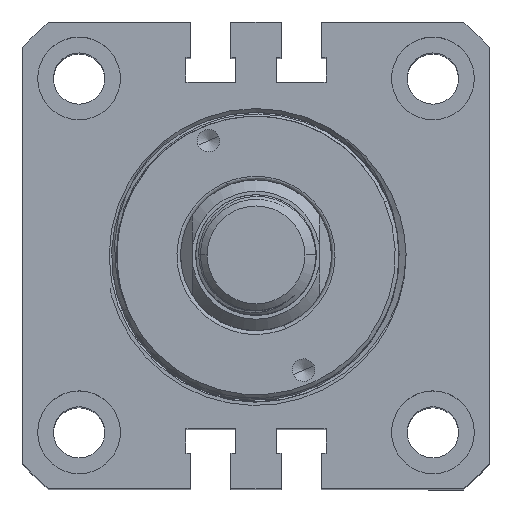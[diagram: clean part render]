
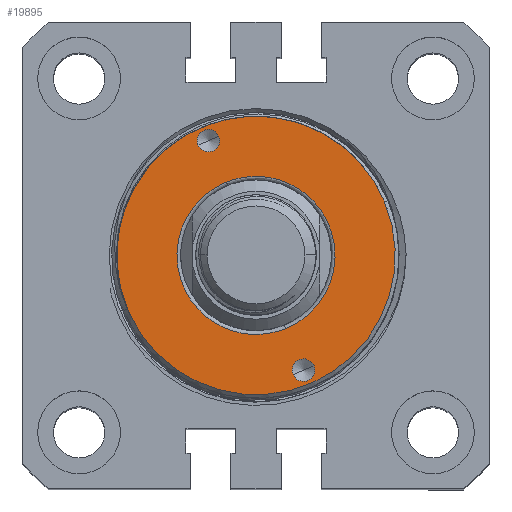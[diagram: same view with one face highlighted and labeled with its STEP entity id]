
A CAD part, top view. The second image highlights one B-rep face of the part: STEP entity #19895.
In plain terms, the highlighted face is planar.
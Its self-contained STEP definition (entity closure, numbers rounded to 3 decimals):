
#134 = CARTESIAN_POINT ( 'NONE',  ( -0.102, 10.5, -25. ) ) ;
#305 = CARTESIAN_POINT ( 'NONE',  ( 0., 10.5, -25. ) ) ;
#308 = CARTESIAN_POINT ( 'NONE',  ( 0.102, -10.5, -25. ) ) ;
#489 = CARTESIAN_POINT ( 'NONE',  ( 0., -16.5, -25. ) ) ;
#905 = FACE_BOUND ( 'NONE', #20865, .T. ) ;
#910 = AXIS2_PLACEMENT_3D ( 'NONE', #32955, #16644, #27384 ) ;
#1382 = VERTEX_POINT ( 'NONE', #5093 ) ;
#1532 = VERTEX_POINT ( 'NONE', #11039 ) ;
#2032 = CARTESIAN_POINT ( 'NONE',  ( 18.499, 0.184, -25. ) ) ;
#2387 = CARTESIAN_POINT ( 'NONE',  ( -20.898, 10.297, -25. ) ) ;
#2452 = EDGE_LOOP ( 'NONE', ( #26510, #10102, #15973, #14401 ) ) ;
#3131 = B_SPLINE_CURVE_WITH_KNOTS ( 'NONE', 3,
 ( #10713, #32389, #26930, #11074 ),
 .UNSPECIFIED., .F., .F.,
 ( 4, 4 ),
 ( 0., 1. ),
 .UNSPECIFIED. ) ;
#3211 = DIRECTION ( 'NONE',  ( 0., 0., 1. ) ) ;
#3212 = CARTESIAN_POINT ( 'NONE',  ( 18.482, -0.417, -25. ) ) ;
#3451 = CARTESIAN_POINT ( 'NONE',  ( 18.497, -0.017, -25. ) ) ;
#3833 = EDGE_CURVE ( 'NONE', #17836, #25518, #13009, .T. ) ;
#4411 = CARTESIAN_POINT ( 'NONE',  ( 0., -10.5, -25. ) ) ;
#4515 = EDGE_CURVE ( 'NONE', #10763, #13709, #32147, .T. ) ;
#4530 = EDGE_CURVE ( 'NONE', #1532, #9028, #3131, .T. ) ;
#4550 = CARTESIAN_POINT ( 'NONE',  ( 18.472, -1.018, -24.999 ) ) ;
#4842 = CARTESIAN_POINT ( 'NONE',  ( 0., -16.5, -25. ) ) ;
#5093 = CARTESIAN_POINT ( 'NONE',  ( 0.102, -10.5, -25. ) ) ;
#5253 = CARTESIAN_POINT ( 'NONE',  ( 0., -10.5, -25. ) ) ;
#6348 = VERTEX_POINT ( 'NONE', #17012 ) ;
#6410 = DIRECTION ( 'NONE',  ( 0., 0., 1. ) ) ;
#6501 = CARTESIAN_POINT ( 'NONE',  ( 0., 0., -25. ) ) ;
#7503 = VERTEX_POINT ( 'NONE', #2032 ) ;
#7719 = ORIENTED_EDGE ( 'NONE', *, *, #24402, .T. ) ;
#8042 = EDGE_LOOP ( 'NONE', ( #22876, #12819, #7719, #20001 ) ) ;
#8366 = CARTESIAN_POINT ( 'NONE',  ( -0.068, 10.5, -25. ) ) ;
#8676 = DIRECTION ( 'NONE',  ( 1., 0., 0. ) ) ;
#8682 = EDGE_CURVE ( 'NONE', #34640, #1382, #22487, .T. ) ;
#8852 = CARTESIAN_POINT ( 'NONE',  ( 0., 10.5, -25. ) ) ;
#9028 = VERTEX_POINT ( 'NONE', #4550 ) ;
#9459 = DIRECTION ( 'NONE',  ( 0., 0., -1. ) ) ;
#10102 = ORIENTED_EDGE ( 'NONE', *, *, #28334, .F. ) ;
#10713 = CARTESIAN_POINT ( 'NONE',  ( 18.482, -0.417, -25. ) ) ;
#10763 = VERTEX_POINT ( 'NONE', #24294 ) ;
#11039 = CARTESIAN_POINT ( 'NONE',  ( 18.482, -0.417, -25. ) ) ;
#11074 = CARTESIAN_POINT ( 'NONE',  ( 18.472, -1.018, -24.999 ) ) ;
#11999 = ORIENTED_EDGE ( 'NONE', *, *, #32355, .T. ) ;
#12301 = VERTEX_POINT ( 'NONE', #31905 ) ;
#12385 = AXIS2_PLACEMENT_3D ( 'NONE', #26451, #29198, #12860 ) ;
#12498 = CARTESIAN_POINT ( 'NONE',  ( 0.102, -10.5, -25. ) ) ;
#12819 = ORIENTED_EDGE ( 'NONE', *, *, #29199, .T. ) ;
#12860 = DIRECTION ( 'NONE',  ( -1., 0., 0. ) ) ;
#13009 = CIRCLE ( 'NONE', #31122, 1.5 ) ;
#13235 = AXIS2_PLACEMENT_3D ( 'NONE', #489, #3211, #8676 ) ;
#13242 = FACE_BOUND ( 'NONE', #23758, .T. ) ;
#13410 = DIRECTION ( 'NONE',  ( 1., 0., 0. ) ) ;
#13675 =( BOUNDED_CURVE ( )  B_SPLINE_CURVE ( 3, ( #12498, #23249, #20625, #4411 ),
 .UNSPECIFIED., .F., .F. ) 
 B_SPLINE_CURVE_WITH_KNOTS ( ( 4, 4 ),
 ( 0.997, 1. ),
 .UNSPECIFIED. ) 
 CURVE ( )  GEOMETRIC_REPRESENTATION_ITEM ( )  RATIONAL_B_SPLINE_CURVE ( ( 1., 1., 1., 1. ) ) 
 REPRESENTATION_ITEM ( '' )  );
#13709 = VERTEX_POINT ( 'NONE', #29539 ) ;
#14401 = ORIENTED_EDGE ( 'NONE', *, *, #35056, .F. ) ;
#14684 = CIRCLE ( 'NONE', #13235, 1.5 ) ;
#14794 = AXIS2_PLACEMENT_3D ( 'NONE', #18234, #23731, #29443 ) ;
#15973 = ORIENTED_EDGE ( 'NONE', *, *, #4515, .F. ) ;
#16644 = DIRECTION ( 'NONE',  ( 0., 0., -1. ) ) ;
#16726 = CARTESIAN_POINT ( 'NONE',  ( -0.102, 10.5, -25. ) ) ;
#16733 = CARTESIAN_POINT ( 'NONE',  ( 20.797, 10.5, -25. ) ) ;
#17012 = CARTESIAN_POINT ( 'NONE',  ( 1.5, -16.5, -25. ) ) ;
#17055 = CIRCLE ( 'NONE', #12385, 1.5 ) ;
#17325 = AXIS2_PLACEMENT_3D ( 'NONE', #6501, #9459, #31028 ) ;
#17836 = VERTEX_POINT ( 'NONE', #19219 ) ;
#18234 = CARTESIAN_POINT ( 'NONE',  ( 0., 0., -25. ) ) ;
#19219 = CARTESIAN_POINT ( 'NONE',  ( 1.5, 16.5, -25. ) ) ;
#19895 = ADVANCED_FACE ( 'NONE', ( #905, #13242, #21761, #31572 ), #21347, .T. ) ;
#20001 = ORIENTED_EDGE ( 'NONE', *, *, #4530, .T. ) ;
#20625 = CARTESIAN_POINT ( 'NONE',  ( 0.034, -10.5, -25. ) ) ;
#20865 = EDGE_LOOP ( 'NONE', ( #11999, #32765 ) ) ;
#20936 = ORIENTED_EDGE ( 'NONE', *, *, #3833, .T. ) ;
#21347 = PLANE ( 'NONE',  #14794 ) ;
#21399 = EDGE_CURVE ( 'NONE', #25518, #17836, #17055, .T. ) ;
#21761 = FACE_BOUND ( 'NONE', #2452, .T. ) ;
#22103 = CARTESIAN_POINT ( 'NONE',  ( -18.5, 0., -25. ) ) ;
#22340 = CARTESIAN_POINT ( 'NONE',  ( 20.898, -10.297, -25. ) ) ;
#22377 = DIRECTION ( 'NONE',  ( -1., 0., 0. ) ) ;
#22487 =( BOUNDED_CURVE ( )  B_SPLINE_CURVE ( 3, ( #8852, #16733, #22340, #308 ),
 .UNSPECIFIED., .F., .F. ) 
 B_SPLINE_CURVE_WITH_KNOTS ( ( 4, 4 ),
 ( 0., 0.997 ),
 .UNSPECIFIED. ) 
 CURVE ( )  GEOMETRIC_REPRESENTATION_ITEM ( )  RATIONAL_B_SPLINE_CURVE ( ( 1., 0.337, 0.337, 1. ) ) 
 REPRESENTATION_ITEM ( '' )  );
#22876 = ORIENTED_EDGE ( 'NONE', *, *, #29579, .T. ) ;
#23249 = CARTESIAN_POINT ( 'NONE',  ( 0.068, -10.5, -25. ) ) ;
#23731 = DIRECTION ( 'NONE',  ( 0., 0., -1. ) ) ;
#23758 = EDGE_LOOP ( 'NONE', ( #32582, #20936 ) ) ;
#24294 = CARTESIAN_POINT ( 'NONE',  ( 0., -10.5, -25. ) ) ;
#24402 = EDGE_CURVE ( 'NONE', #7503, #1532, #24592, .T. ) ;
#24536 = AXIS2_PLACEMENT_3D ( 'NONE', #4842, #29266, #13410 ) ;
#24592 = B_SPLINE_CURVE_WITH_KNOTS ( 'NONE', 3,
 ( #24893, #3451, #27868, #3212 ),
 .UNSPECIFIED., .F., .F.,
 ( 4, 4 ),
 ( 0., 1. ),
 .UNSPECIFIED. ) ;
#24893 = CARTESIAN_POINT ( 'NONE',  ( 18.499, 0.184, -25. ) ) ;
#25430 = CIRCLE ( 'NONE', #910, 18.5 ) ;
#25472 = CARTESIAN_POINT ( 'NONE',  ( -1.5, 16.5, -25. ) ) ;
#25518 = VERTEX_POINT ( 'NONE', #25472 ) ;
#25773 = EDGE_CURVE ( 'NONE', #12301, #6348, #26747, .T. ) ;
#26256 = CIRCLE ( 'NONE', #17325, 18.5 ) ;
#26388 =( BOUNDED_CURVE ( )  B_SPLINE_CURVE ( 3, ( #16726, #8366, #30447, #305 ),
 .UNSPECIFIED., .F., .F. ) 
 B_SPLINE_CURVE_WITH_KNOTS ( ( 4, 4 ),
 ( 0.997, 1. ),
 .UNSPECIFIED. ) 
 CURVE ( )  GEOMETRIC_REPRESENTATION_ITEM ( )  RATIONAL_B_SPLINE_CURVE ( ( 1., 1., 1., 1. ) ) 
 REPRESENTATION_ITEM ( '' )  );
#26451 = CARTESIAN_POINT ( 'NONE',  ( 0., 16.5, -25. ) ) ;
#26510 = ORIENTED_EDGE ( 'NONE', *, *, #8682, .F. ) ;
#26747 = CIRCLE ( 'NONE', #24536, 1.5 ) ;
#26930 = CARTESIAN_POINT ( 'NONE',  ( 18.479, -0.818, -25. ) ) ;
#27134 = CARTESIAN_POINT ( 'NONE',  ( 0., 10.5, -25. ) ) ;
#27384 = DIRECTION ( 'NONE',  ( 1., 0., 0. ) ) ;
#27868 = CARTESIAN_POINT ( 'NONE',  ( 18.492, -0.217, -25. ) ) ;
#28334 = EDGE_CURVE ( 'NONE', #13709, #34640, #26388, .T. ) ;
#29198 = DIRECTION ( 'NONE',  ( 0., 0., 1. ) ) ;
#29199 = EDGE_CURVE ( 'NONE', #29288, #7503, #25430, .T. ) ;
#29266 = DIRECTION ( 'NONE',  ( 0., 0., 1. ) ) ;
#29288 = VERTEX_POINT ( 'NONE', #22103 ) ;
#29443 = DIRECTION ( 'NONE',  ( -1., 0., 0. ) ) ;
#29539 = CARTESIAN_POINT ( 'NONE',  ( -0.102, 10.5, -25. ) ) ;
#29579 = EDGE_CURVE ( 'NONE', #9028, #29288, #26256, .T. ) ;
#30447 = CARTESIAN_POINT ( 'NONE',  ( -0.034, 10.5, -25. ) ) ;
#30490 = CARTESIAN_POINT ( 'NONE',  ( 0., 16.5, -25. ) ) ;
#31028 = DIRECTION ( 'NONE',  ( 1., 0., 0. ) ) ;
#31122 = AXIS2_PLACEMENT_3D ( 'NONE', #30490, #6410, #22377 ) ;
#31572 = FACE_OUTER_BOUND ( 'NONE', #8042, .T. ) ;
#31905 = CARTESIAN_POINT ( 'NONE',  ( -1.5, -16.5, -25. ) ) ;
#32147 =( BOUNDED_CURVE ( )  B_SPLINE_CURVE ( 3, ( #5253, #35216, #2387, #134 ),
 .UNSPECIFIED., .F., .T. ) 
 B_SPLINE_CURVE_WITH_KNOTS ( ( 4, 4 ),
 ( 0., 0.997 ),
 .UNSPECIFIED. ) 
 CURVE ( )  GEOMETRIC_REPRESENTATION_ITEM ( )  RATIONAL_B_SPLINE_CURVE ( ( 1., 0.337, 0.337, 1. ) ) 
 REPRESENTATION_ITEM ( '' )  );
#32355 = EDGE_CURVE ( 'NONE', #6348, #12301, #14684, .T. ) ;
#32389 = CARTESIAN_POINT ( 'NONE',  ( 18.482, -0.617, -25. ) ) ;
#32582 = ORIENTED_EDGE ( 'NONE', *, *, #21399, .T. ) ;
#32765 = ORIENTED_EDGE ( 'NONE', *, *, #25773, .T. ) ;
#32955 = CARTESIAN_POINT ( 'NONE',  ( 0., 0., -25. ) ) ;
#34640 = VERTEX_POINT ( 'NONE', #27134 ) ;
#35056 = EDGE_CURVE ( 'NONE', #1382, #10763, #13675, .T. ) ;
#35216 = CARTESIAN_POINT ( 'NONE',  ( -20.797, -10.5, -25. ) ) ;
